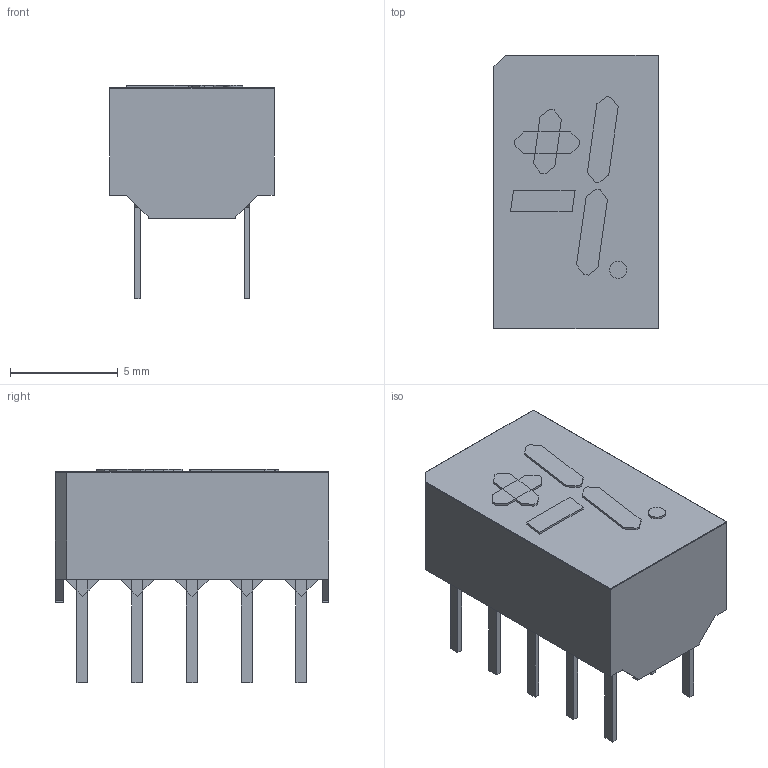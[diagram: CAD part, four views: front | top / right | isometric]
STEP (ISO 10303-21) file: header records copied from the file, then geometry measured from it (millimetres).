
FILE_DESCRIPTION(('FreeCAD Model'),'2;1');
FILE_NAME('HDSP-7807.step','2018-05-08T18:48:09',('kicad StepUp'),('ksu MCAD'), 'Open CASCADE STEP processor 7.1','FreeCAD','Unknown');
FILE_SCHEMA(('AUTOMOTIVE_DESIGN { 1 0 10303 214 1 1 1 1 }'));
Length unit declared in the file: millimetre
Products named in the file (1): HDSP-7807
Bounding box: 7.62 x 12.7 x 9.9 mm (x, y, z)
Volume: 495.4 mm3; surface area: 498.7 mm2
Topology: 1 solids, 1 shells, 216 faces, 511 edges, 312 vertices
Faces by surface type: plane 215, cylinder 1
Full cylindrical faces by diameter (mm): 0.8 x1
Entity records: 3857 total; most frequent: ORIENTED_EDGE 829, CARTESIAN_POINT 545, EDGE_CURVE 511, LINE 359, VERTEX_POINT 312, FACE_BOUND 231, EDGE_LOOP 231, ADVANCED_FACE 216
